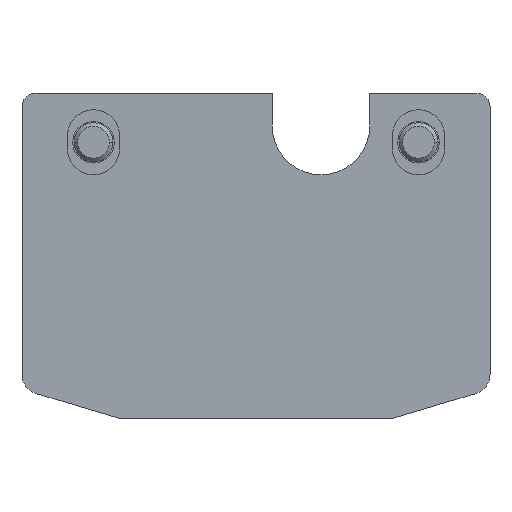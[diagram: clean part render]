
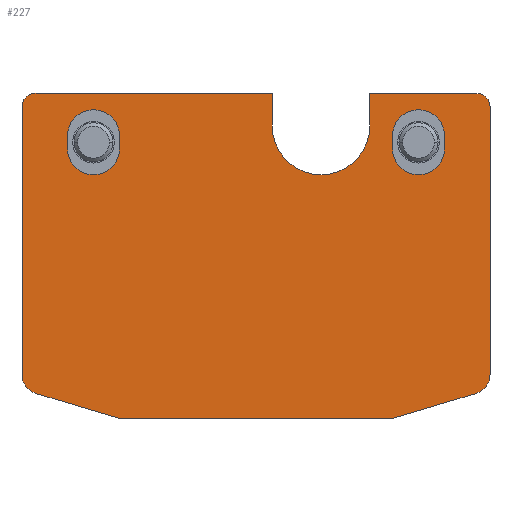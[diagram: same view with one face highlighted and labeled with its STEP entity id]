
A CAD part, left-side view. The second image highlights one B-rep face of the part: STEP entity #227.
In plain terms, the highlighted planar face has unit normal (-1, 0, 0).
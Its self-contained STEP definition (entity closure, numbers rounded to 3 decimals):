
#227=ADVANCED_FACE('',(#473,#474,#475),#476,.F.);
#473=FACE_OUTER_BOUND('',#763,.T.);
#474=FACE_BOUND('',#764,.T.);
#475=FACE_BOUND('',#765,.T.);
#476=PLANE('',#766);
#763=EDGE_LOOP('',(#1259,#1260,#1261,#1262,#1263,#1264,#1265,#1266,#1267,#1268,#1269,#1270,#1271,#1272,#1273));
#764=EDGE_LOOP('',(#1274,#1275,#1276,#1277,#1278,#1279));
#765=EDGE_LOOP('',(#1280,#1281,#1282,#1283,#1284,#1285));
#766=AXIS2_PLACEMENT_3D('',#1286,#1287,#1288);
#1259=ORIENTED_EDGE('',*,*,#1721,.T.);
#1260=ORIENTED_EDGE('',*,*,#1795,.T.);
#1261=ORIENTED_EDGE('',*,*,#1790,.T.);
#1262=ORIENTED_EDGE('',*,*,#1796,.T.);
#1263=ORIENTED_EDGE('',*,*,#1776,.F.);
#1264=ORIENTED_EDGE('',*,*,#1671,.F.);
#1265=ORIENTED_EDGE('',*,*,#1723,.F.);
#1266=ORIENTED_EDGE('',*,*,#1711,.F.);
#1267=ORIENTED_EDGE('',*,*,#1797,.F.);
#1268=ORIENTED_EDGE('',*,*,#1798,.F.);
#1269=ORIENTED_EDGE('',*,*,#1675,.F.);
#1270=ORIENTED_EDGE('',*,*,#1771,.F.);
#1271=ORIENTED_EDGE('',*,*,#1786,.F.);
#1272=ORIENTED_EDGE('',*,*,#1799,.F.);
#1273=ORIENTED_EDGE('',*,*,#1800,.F.);
#1274=ORIENTED_EDGE('',*,*,#1801,.T.);
#1275=ORIENTED_EDGE('',*,*,#1802,.T.);
#1276=ORIENTED_EDGE('',*,*,#1792,.T.);
#1277=ORIENTED_EDGE('',*,*,#1749,.T.);
#1278=ORIENTED_EDGE('',*,*,#1773,.T.);
#1279=ORIENTED_EDGE('',*,*,#1688,.T.);
#1280=ORIENTED_EDGE('',*,*,#1639,.T.);
#1281=ORIENTED_EDGE('',*,*,#1779,.T.);
#1282=ORIENTED_EDGE('',*,*,#1803,.T.);
#1283=ORIENTED_EDGE('',*,*,#1667,.T.);
#1284=ORIENTED_EDGE('',*,*,#1757,.T.);
#1285=ORIENTED_EDGE('',*,*,#1804,.T.);
#1286=CARTESIAN_POINT('',(0.,-25.0,-16.535));
#1287=DIRECTION('',(1.0,0.0,0.));
#1288=DIRECTION('',(0.,0.0,-1.0));
#1639=EDGE_CURVE('',#1943,#1941,#1944,.T.);
#1667=EDGE_CURVE('',#1992,#1990,#1993,.T.);
#1671=EDGE_CURVE('',#1996,#1998,#1999,.T.);
#1675=EDGE_CURVE('',#2002,#2004,#2005,.T.);
#1688=EDGE_CURVE('',#2025,#2023,#2026,.T.);
#1711=EDGE_CURVE('',#2059,#2061,#2062,.T.);
#1721=EDGE_CURVE('',#2074,#2076,#2078,.T.);
#1723=EDGE_CURVE('',#2061,#1996,#2080,.T.);
#1749=EDGE_CURVE('',#2115,#2113,#2116,.T.);
#1757=EDGE_CURVE('',#1990,#2125,#2127,.T.);
#1771=EDGE_CURVE('',#2144,#2002,#2146,.T.);
#1773=EDGE_CURVE('',#2113,#2025,#2148,.T.);
#1776=EDGE_CURVE('',#1998,#2150,#2152,.T.);
#1779=EDGE_CURVE('',#1941,#2154,#2156,.T.);
#1786=EDGE_CURVE('',#2162,#2144,#2164,.T.);
#1790=EDGE_CURVE('',#2166,#2168,#2170,.T.);
#1792=EDGE_CURVE('',#2172,#2115,#2173,.T.);
#1795=EDGE_CURVE('',#2076,#2166,#2176,.T.);
#1796=EDGE_CURVE('',#2168,#2150,#2177,.T.);
#1797=EDGE_CURVE('',#2178,#2059,#2179,.T.);
#1798=EDGE_CURVE('',#2004,#2178,#2180,.T.);
#1799=EDGE_CURVE('',#2181,#2162,#2182,.T.);
#1800=EDGE_CURVE('',#2074,#2181,#2183,.T.);
#1801=EDGE_CURVE('',#2023,#2184,#2185,.T.);
#1802=EDGE_CURVE('',#2184,#2172,#2186,.T.);
#1803=EDGE_CURVE('',#2154,#1992,#2187,.T.);
#1804=EDGE_CURVE('',#2125,#1943,#2188,.T.);
#1941=VERTEX_POINT('',#2352);
#1943=VERTEX_POINT('',#2355);
#1944=CIRCLE('',#2356,4.0);
#1990=VERTEX_POINT('',#2470);
#1992=VERTEX_POINT('',#2473);
#1993=CIRCLE('',#2474,4.0);
#1996=VERTEX_POINT('',#2478);
#1998=VERTEX_POINT('',#2481);
#1999=CIRCLE('',#2482,2.0);
#2002=VERTEX_POINT('',#2486);
#2004=VERTEX_POINT('',#2489);
#2005=LINE('',#2490,#2491);
#2023=VERTEX_POINT('',#2524);
#2025=VERTEX_POINT('',#2527);
#2026=LINE('',#2528,#2529);
#2059=VERTEX_POINT('',#2614);
#2061=VERTEX_POINT('',#2617);
#2062=CIRCLE('',#2618,3.0);
#2074=VERTEX_POINT('',#2633);
#2076=VERTEX_POINT('',#2636);
#2078=LINE('',#2639,#2640);
#2080=LINE('',#2642,#2643);
#2113=VERTEX_POINT('',#2680);
#2115=VERTEX_POINT('',#2683);
#2116=CIRCLE('',#2684,4.0);
#2125=VERTEX_POINT('',#2696);
#2127=CIRCLE('',#2699,4.0);
#2144=VERTEX_POINT('',#2729);
#2146=CIRCLE('',#2732,3.);
#2148=CIRCLE('',#2734,4.0);
#2150=VERTEX_POINT('',#2736);
#2152=LINE('',#2739,#2740);
#2154=VERTEX_POINT('',#2742);
#2156=CIRCLE('',#2745,4.0);
#2162=VERTEX_POINT('',#2762);
#2164=LINE('',#2765,#2766);
#2166=VERTEX_POINT('',#2768);
#2168=VERTEX_POINT('',#2771);
#2170=CIRCLE('',#2774,7.5);
#2172=VERTEX_POINT('',#2776);
#2173=LINE('',#2777,#2778);
#2176=CIRCLE('',#2782,7.5);
#2177=LINE('',#2783,#2784);
#2178=VERTEX_POINT('',#2785);
#2179=LINE('',#2786,#2787);
#2180=LINE('',#2788,#2789);
#2181=VERTEX_POINT('',#2790);
#2182=CIRCLE('',#2791,2.0);
#2183=LINE('',#2792,#2793);
#2184=VERTEX_POINT('',#2794);
#2185=CIRCLE('',#2795,4.0);
#2186=CIRCLE('',#2796,4.0);
#2187=LINE('',#2797,#2798);
#2188=LINE('',#2799,#2800);
#2352=CARTESIAN_POINT('',(0.,-50.0,-5.0));
#2355=CARTESIAN_POINT('',(0.,-54.0,-1.0));
#2356=AXIS2_PLACEMENT_3D('',#3098,#3099,#3100);
#2470=CARTESIAN_POINT('',(0.,-50.0,5.0));
#2473=CARTESIAN_POINT('',(0.,-46.0,1.0));
#2474=AXIS2_PLACEMENT_3D('',#3124,#3125,#3126);
#2478=CARTESIAN_POINT('',(0.,11.0,5.5));
#2481=CARTESIAN_POINT('',(0.0,9.0,7.5));
#2482=AXIS2_PLACEMENT_3D('',#3129,#3130,#3131);
#2486=CARTESIAN_POINT('',(0.,-58.862,-38.641));
#2489=CARTESIAN_POINT('',(0.,-46.0,-42.5));
#2490=CARTESIAN_POINT('',(0.,-58.862,-38.641));
#2491=VECTOR('',#3134,1.0);
#2524=CARTESIAN_POINT('',(0.,-4.0,-1.0));
#2527=CARTESIAN_POINT('',(0.,-4.0,1.0));
#2528=CARTESIAN_POINT('',(0.,-4.0,-8.268));
#2529=VECTOR('',#3149,1.0);
#2614=CARTESIAN_POINT('',(0.,8.862,-38.641));
#2617=CARTESIAN_POINT('',(0.,11.0,-35.768));
#2618=AXIS2_PLACEMENT_3D('',#3171,#3172,#3173);
#2633=CARTESIAN_POINT('',(0.,-42.5,7.5));
#2636=CARTESIAN_POINT('',(0.,-42.5,2.5));
#2639=CARTESIAN_POINT('',(0.,-42.5,-4.518));
#2640=VECTOR('',#3185,1.0);
#2642=CARTESIAN_POINT('',(0.,11.0,-35.768));
#2643=VECTOR('',#3186,1.0);
#2680=CARTESIAN_POINT('',(0.,0.,5.0));
#2683=CARTESIAN_POINT('',(0.,4.0,1.0));
#2684=AXIS2_PLACEMENT_3D('',#3231,#3232,#3233);
#2696=CARTESIAN_POINT('',(0.,-54.0,1.0));
#2699=AXIS2_PLACEMENT_3D('',#3241,#3242,#3243);
#2729=CARTESIAN_POINT('',(0.,-61.0,-35.768));
#2732=AXIS2_PLACEMENT_3D('',#3259,#3260,#3261);
#2734=AXIS2_PLACEMENT_3D('',#3262,#3263,#3264);
#2736=CARTESIAN_POINT('',(0.,-27.5,7.5));
#2739=CARTESIAN_POINT('',(0.0,9.0,7.5));
#2740=VECTOR('',#3266,1.0);
#2742=CARTESIAN_POINT('',(0.,-46.0,-1.0));
#2745=AXIS2_PLACEMENT_3D('',#3268,#3269,#3270);
#2762=CARTESIAN_POINT('',(0.,-61.0,5.5));
#2765=CARTESIAN_POINT('',(0.,-61.0,5.5));
#2766=VECTOR('',#3275,1.0);
#2768=CARTESIAN_POINT('',(0.,-35.0,-5.0));
#2771=CARTESIAN_POINT('',(0.,-27.5,2.5));
#2774=AXIS2_PLACEMENT_3D('',#3278,#3279,#3280);
#2776=CARTESIAN_POINT('',(0.,4.0,-1.0));
#2777=CARTESIAN_POINT('',(0.,4.0,-8.268));
#2778=VECTOR('',#3281,1.0);
#2782=AXIS2_PLACEMENT_3D('',#3283,#3284,#3285);
#2783=CARTESIAN_POINT('',(0.,-27.5,-4.518));
#2784=VECTOR('',#3286,1.0);
#2785=CARTESIAN_POINT('',(0.,-4.0,-42.5));
#2786=CARTESIAN_POINT('',(0.,-4.0,-42.5));
#2787=VECTOR('',#3287,1.0);
#2788=CARTESIAN_POINT('',(0.,-46.0,-42.5));
#2789=VECTOR('',#3288,1.0);
#2790=CARTESIAN_POINT('',(0.0,-59.0,7.5));
#2791=AXIS2_PLACEMENT_3D('',#3289,#3290,#3291);
#2792=CARTESIAN_POINT('',(0.0,9.0,7.5));
#2793=VECTOR('',#3292,1.0);
#2794=CARTESIAN_POINT('',(0.,0.,-5.0));
#2795=AXIS2_PLACEMENT_3D('',#3293,#3294,#3295);
#2796=AXIS2_PLACEMENT_3D('',#3296,#3297,#3298);
#2797=CARTESIAN_POINT('',(0.,-46.0,-8.268));
#2798=VECTOR('',#3299,1.0);
#2799=CARTESIAN_POINT('',(0.,-54.0,-8.268));
#2800=VECTOR('',#3300,1.0);
#3098=CARTESIAN_POINT('',(0.,-50.0,-1.0));
#3099=DIRECTION('',(1.0,0.0,0.));
#3100=DIRECTION('',(0.,0.,1.0));
#3124=CARTESIAN_POINT('',(0.,-50.0,1.0));
#3125=DIRECTION('',(1.0,0.0,0.));
#3126=DIRECTION('',(0.,0.,1.0));
#3129=CARTESIAN_POINT('',(0.,9.0,5.5));
#3130=DIRECTION('',(1.0,0.0,0.));
#3131=DIRECTION('',(0.,0.0,-1.0));
#3134=DIRECTION('',(0.,0.958,-0.287));
#3149=DIRECTION('',(0.,0.,-1.0));
#3171=CARTESIAN_POINT('',(0.,8.,-35.768));
#3172=DIRECTION('',(1.0,0.0,0.));
#3173=DIRECTION('',(0.,0.0,-1.0));
#3185=DIRECTION('',(0.,0.,-1.0));
#3186=DIRECTION('',(0.,0.0,1.0));
#3231=CARTESIAN_POINT('',(0.,0.,1.0));
#3232=DIRECTION('',(1.0,0.0,0.));
#3233=DIRECTION('',(0.,0.,1.0));
#3241=CARTESIAN_POINT('',(0.,-50.0,1.0));
#3242=DIRECTION('',(1.0,0.0,0.));
#3243=DIRECTION('',(0.,0.,1.0));
#3259=CARTESIAN_POINT('',(0.,-58.0,-35.768));
#3260=DIRECTION('',(1.0,0.0,0.));
#3261=DIRECTION('',(0.,0.0,-1.0));
#3262=CARTESIAN_POINT('',(0.,0.,1.0));
#3263=DIRECTION('',(1.0,0.0,0.));
#3264=DIRECTION('',(0.,0.,1.0));
#3266=DIRECTION('',(0.0,-1.0,0.0));
#3268=CARTESIAN_POINT('',(0.,-50.0,-1.0));
#3269=DIRECTION('',(1.0,0.0,0.));
#3270=DIRECTION('',(0.,0.,1.0));
#3275=DIRECTION('',(0.,0.0,-1.0));
#3278=CARTESIAN_POINT('',(0.,-35.0,2.5));
#3279=DIRECTION('',(1.0,0.0,0.));
#3280=DIRECTION('',(0.,0.,1.0));
#3281=DIRECTION('',(0.,0.,1.0));
#3283=CARTESIAN_POINT('',(0.,-35.0,2.5));
#3284=DIRECTION('',(1.0,0.0,0.));
#3285=DIRECTION('',(0.,0.,1.0));
#3286=DIRECTION('',(0.,0.,1.0));
#3287=DIRECTION('',(0.,0.958,0.287));
#3288=DIRECTION('',(0.0,1.0,0.0));
#3289=CARTESIAN_POINT('',(0.,-59.0,5.5));
#3290=DIRECTION('',(1.0,0.0,0.));
#3291=DIRECTION('',(0.,0.0,-1.0));
#3292=DIRECTION('',(0.0,-1.0,0.0));
#3293=CARTESIAN_POINT('',(0.,0.,-1.0));
#3294=DIRECTION('',(1.0,0.0,0.));
#3295=DIRECTION('',(0.,0.,1.0));
#3296=CARTESIAN_POINT('',(0.,0.,-1.0));
#3297=DIRECTION('',(1.0,0.0,0.));
#3298=DIRECTION('',(0.,0.,1.0));
#3299=DIRECTION('',(0.,0.,1.0));
#3300=DIRECTION('',(0.,0.,-1.0));
